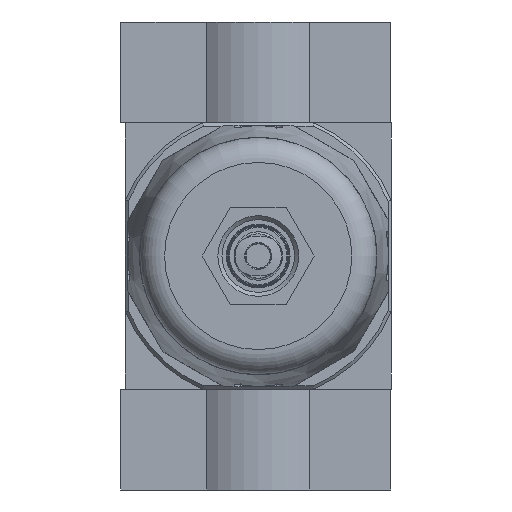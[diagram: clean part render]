
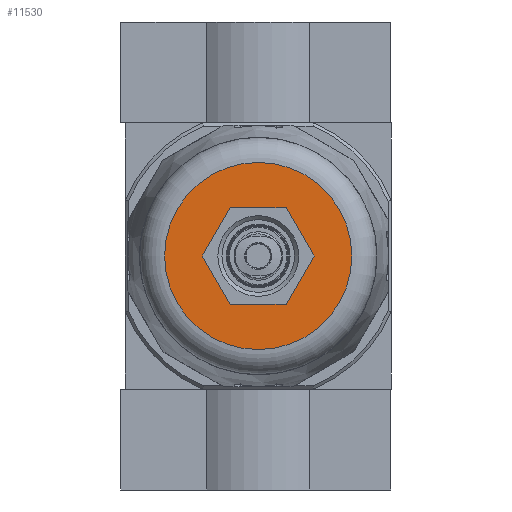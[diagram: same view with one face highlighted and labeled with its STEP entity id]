
A CAD part, front view. The second image highlights one B-rep face of the part: STEP entity #11530.
In plain terms, the highlighted planar face has unit normal (0, -1, 0).
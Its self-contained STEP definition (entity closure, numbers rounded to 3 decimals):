
#897=CIRCLE('',#12373,23.2);
#2290=ORIENTED_EDGE('',*,*,#4240,.T.);
#2291=ORIENTED_EDGE('',*,*,#4241,.T.);
#2292=ORIENTED_EDGE('',*,*,#4242,.T.);
#2293=ORIENTED_EDGE('',*,*,#4243,.T.);
#2294=ORIENTED_EDGE('',*,*,#4244,.T.);
#2295=ORIENTED_EDGE('',*,*,#4245,.T.);
#2296=ORIENTED_EDGE('',*,*,#4246,.T.);
#4240=EDGE_CURVE('',#5321,#5321,#897,.T.);
#4241=EDGE_CURVE('',#5322,#5323,#5977,.T.);
#4242=EDGE_CURVE('',#5323,#5324,#5978,.T.);
#4243=EDGE_CURVE('',#5324,#5325,#5979,.T.);
#4244=EDGE_CURVE('',#5325,#5326,#5980,.T.);
#4245=EDGE_CURVE('',#5326,#5327,#5981,.T.);
#4246=EDGE_CURVE('',#5327,#5322,#5982,.T.);
#5321=VERTEX_POINT('',#17470);
#5322=VERTEX_POINT('',#17472);
#5323=VERTEX_POINT('',#17473);
#5324=VERTEX_POINT('',#17475);
#5325=VERTEX_POINT('',#17477);
#5326=VERTEX_POINT('',#17479);
#5327=VERTEX_POINT('',#17481);
#5977=LINE('',#17471,#6481);
#5978=LINE('',#17474,#6482);
#5979=LINE('',#17476,#6483);
#5980=LINE('',#17478,#6484);
#5981=LINE('',#17480,#6485);
#5982=LINE('',#17482,#6486);
#6481=VECTOR('',#14109,1000.);
#6482=VECTOR('',#14110,1000.);
#6483=VECTOR('',#14111,1000.);
#6484=VECTOR('',#14112,1000.);
#6485=VECTOR('',#14113,1000.);
#6486=VECTOR('',#14114,1000.);
#7098=EDGE_LOOP('',(#2290));
#7099=EDGE_LOOP('',(#2291,#2292,#2293,#2294,#2295,#2296));
#7866=FACE_BOUND('',#7098,.T.);
#7867=FACE_BOUND('',#7099,.T.);
#8458=PLANE('',#12372);
#11530=ADVANCED_FACE('',(#7866,#7867),#8458,.F.);
#12372=AXIS2_PLACEMENT_3D('',#17468,#14105,#14106);
#12373=AXIS2_PLACEMENT_3D('',#17469,#14107,#14108);
#14105=DIRECTION('',(0.,1.,0.));
#14106=DIRECTION('',(0.,0.,1.));
#14107=DIRECTION('',(0.,-1.,0.));
#14108=DIRECTION('',(0.,0.,-1.));
#14109=DIRECTION('',(0.,0.,1.));
#14110=DIRECTION('',(0.866,0.,0.5));
#14111=DIRECTION('',(0.866,0.,-0.5));
#14112=DIRECTION('',(0.,0.,-1.));
#14113=DIRECTION('',(-0.866,0.,-0.5));
#14114=DIRECTION('',(-0.866,0.,0.5));
#17468=CARTESIAN_POINT('',(23.2,-164.,0.));
#17469=CARTESIAN_POINT('',(0.,-164.,0.));
#17470=CARTESIAN_POINT('',(0.,-164.,-23.2));
#17471=CARTESIAN_POINT('',(-12.,-164.,-6.928));
#17472=CARTESIAN_POINT('',(-12.,-164.,-6.928));
#17473=CARTESIAN_POINT('',(-12.,-164.,6.928));
#17474=CARTESIAN_POINT('',(-12.,-164.,6.928));
#17475=CARTESIAN_POINT('',(0.,-164.,13.856));
#17476=CARTESIAN_POINT('',(0.,-164.,13.856));
#17477=CARTESIAN_POINT('',(12.,-164.,6.928));
#17478=CARTESIAN_POINT('',(12.,-164.,6.928));
#17479=CARTESIAN_POINT('',(12.,-164.,-6.928));
#17480=CARTESIAN_POINT('',(12.,-164.,-6.928));
#17481=CARTESIAN_POINT('',(0.,-164.,-13.856));
#17482=CARTESIAN_POINT('',(0.,-164.,-13.856));
